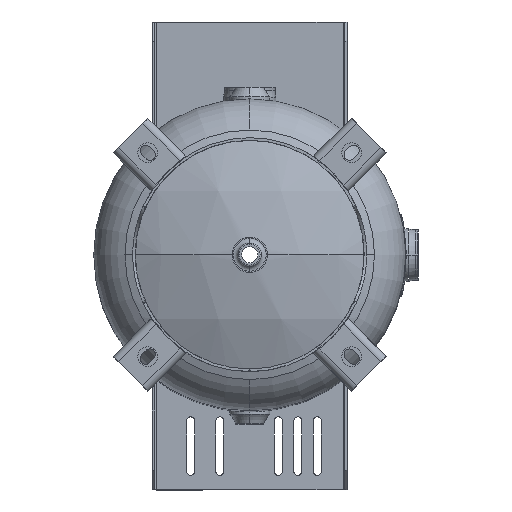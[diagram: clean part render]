
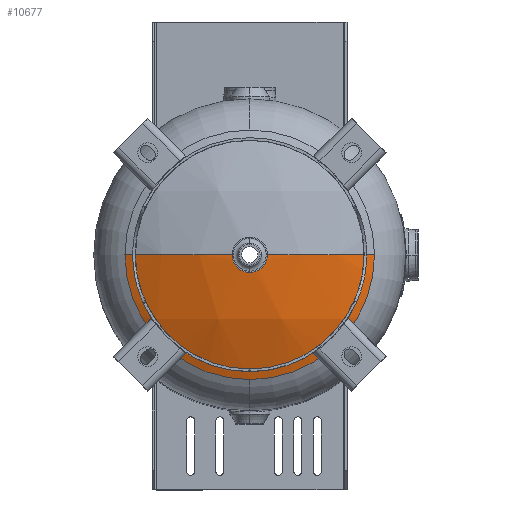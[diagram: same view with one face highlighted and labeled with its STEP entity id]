
A CAD part, top view. The second image highlights one B-rep face of the part: STEP entity #10677.
In plain terms, the highlighted spherical face has radius 365.76 mm.
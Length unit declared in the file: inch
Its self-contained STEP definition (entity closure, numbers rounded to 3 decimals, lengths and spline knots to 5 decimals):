
#3032 = CARTESIAN_POINT ( 'NONE',  ( 0., 0., 18.98764 ) ) ;
#3033 = DIRECTION ( 'NONE',  ( 0., 0., 1. ) ) ;
#3034 = DIRECTION ( 'NONE',  ( -1., 0., 0. ) ) ;
#3106 = CARTESIAN_POINT ( 'NONE',  ( 0., 0., 4.6 ) ) ;
#3107 = DIRECTION ( 'NONE',  ( 0., -1., 0. ) ) ;
#3108 = DIRECTION ( 'NONE',  ( 1., 0., 0. ) ) ;
#3929 = CARTESIAN_POINT ( 'NONE',  ( 0., 0., 4.6 ) ) ;
#3930 = DIRECTION ( 'NONE',  ( 0., 1., 0. ) ) ;
#3931 = DIRECTION ( 'NONE',  ( 0., 0., 1. ) ) ;
#3935 = CARTESIAN_POINT ( 'NONE',  ( 0., 0., 17.49961 ) ) ;
#3936 = DIRECTION ( 'NONE',  ( 0., 0., -1. ) ) ;
#3937 = DIRECTION ( 'NONE',  ( 0., 1., 0. ) ) ;
#4004 = CARTESIAN_POINT ( 'NONE',  ( 0., 0., 17.49961 ) ) ;
#4005 = DIRECTION ( 'NONE',  ( 0., 0., -1. ) ) ;
#4006 = DIRECTION ( 'NONE',  ( 0., 1., 0. ) ) ;
#5927 = VERTEX_POINT ( 'NONE', #12676 ) ;
#5960 = VERTEX_POINT ( 'NONE', #12709 ) ;
#5977 = VERTEX_POINT ( 'NONE', #12726 ) ;
#6004 = VERTEX_POINT ( 'NONE', #12753 ) ;
#6326 = VERTEX_POINT ( 'NONE', #11533 ) ;
#6523 = CARTESIAN_POINT ( 'NONE',  ( 0., 0., 4.6 ) ) ;
#6524 = FACE_OUTER_BOUND ( 'NONE', #12096, .T. ) ;
#6526 = SPHERICAL_SURFACE ( 'NONE', #10131, 14.4 ) ;
#6529 = DIRECTION ( 'NONE',  ( 0., -1., 0. ) ) ;
#6530 = DIRECTION ( 'NONE',  ( 1., 0., 0. ) ) ;
#8663 = CIRCLE ( 'NONE', #8666, 14.4 ) ;
#8666 = AXIS2_PLACEMENT_3D ( 'NONE', #3106, #3107, #3108 ) ;
#8737 = CIRCLE ( 'NONE', #8744, 14.4 ) ;
#8741 = CIRCLE ( 'NONE', #8748, 6.4 ) ;
#8744 = AXIS2_PLACEMENT_3D ( 'NONE', #3929, #3930, #3931 ) ;
#8748 = AXIS2_PLACEMENT_3D ( 'NONE', #3935, #3936, #3937 ) ;
#8770 = CIRCLE ( 'NONE', #8772, 6.4 ) ;
#8772 = AXIS2_PLACEMENT_3D ( 'NONE', #4004, #4005, #4006 ) ;
#9682 = CIRCLE ( 'NONE', #9693, 0.5965 ) ;
#9693 = AXIS2_PLACEMENT_3D ( 'NONE', #3032, #3033, #3034 ) ;
#10131 = AXIS2_PLACEMENT_3D ( 'NONE', #6523, #6529, #6530 ) ;
#10677 = ADVANCED_FACE ( 'NONE', ( #6524 ), #6526, .T. ) ;
#11140 = EDGE_CURVE ( 'NONE', #5977, #5960, #9682, .T. ) ;
#11146 = EDGE_CURVE ( 'NONE', #5977, #6326, #8663, .T. ) ;
#11202 = EDGE_CURVE ( 'NONE', #5960, #5927, #8737, .T. ) ;
#11204 = EDGE_CURVE ( 'NONE', #6004, #6326, #8741, .T. ) ;
#11218 = EDGE_CURVE ( 'NONE', #5927, #6004, #8770, .T. ) ;
#11533 = CARTESIAN_POINT ( 'NONE',  ( -6.4, 0., 17.49961 ) ) ;
#12096 = EDGE_LOOP ( 'NONE', ( #12159, #12158, #12157, #12156, #12155 ) ) ;
#12155 = ORIENTED_EDGE ( 'NONE', *, *, #11202, .F. ) ;
#12156 = ORIENTED_EDGE ( 'NONE', *, *, #11218, .F. ) ;
#12157 = ORIENTED_EDGE ( 'NONE', *, *, #11204, .F. ) ;
#12158 = ORIENTED_EDGE ( 'NONE', *, *, #11146, .T. ) ;
#12159 = ORIENTED_EDGE ( 'NONE', *, *, #11140, .F. ) ;
#12676 = CARTESIAN_POINT ( 'NONE',  ( 6.4, 0., 17.49961 ) ) ;
#12709 = CARTESIAN_POINT ( 'NONE',  ( 0.5965, 0., 18.98764 ) ) ;
#12726 = CARTESIAN_POINT ( 'NONE',  ( -0.5965, 0., 18.98764 ) ) ;
#12753 = CARTESIAN_POINT ( 'NONE',  ( 0., -6.4, 17.49961 ) ) ;
